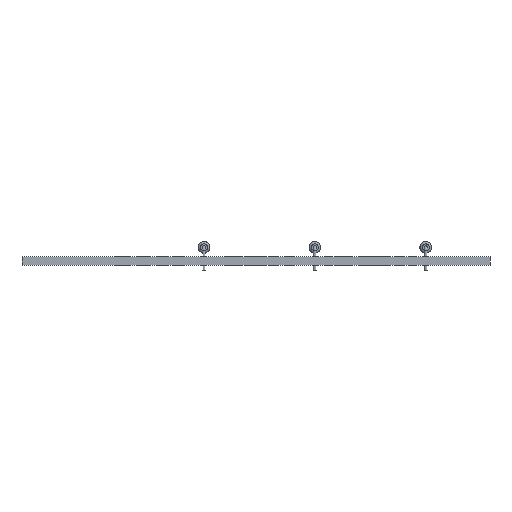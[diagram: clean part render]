
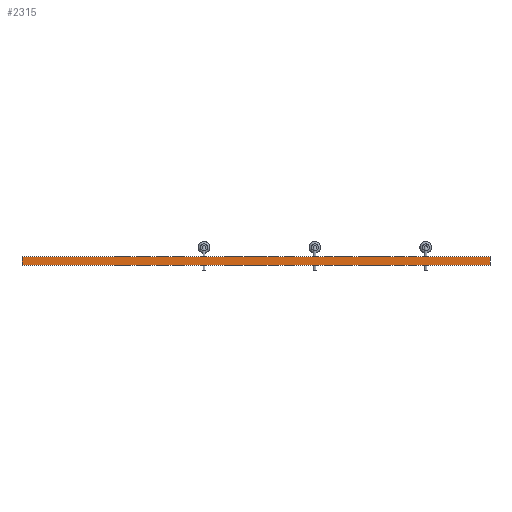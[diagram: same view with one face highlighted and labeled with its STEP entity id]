
A CAD part, front view. The second image highlights one B-rep face of the part: STEP entity #2315.
In plain terms, the highlighted planar face has unit normal (0, -1, 0).
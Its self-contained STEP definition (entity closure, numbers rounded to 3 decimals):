
#537=FACE_OUTER_BOUND('',#649,.T.);
#649=EDGE_LOOP('',(#1679,#1680,#1681,#1682));
#931=LINE('',#3531,#1047);
#932=LINE('',#3533,#1048);
#933=LINE('',#3535,#1049);
#934=LINE('',#3536,#1050);
#1047=VECTOR('',#2778,1.);
#1048=VECTOR('',#2779,1.);
#1049=VECTOR('',#2780,1.);
#1050=VECTOR('',#2781,1.);
#1163=VERTEX_POINT('',#3529);
#1164=VERTEX_POINT('',#3530);
#1165=VERTEX_POINT('',#3532);
#1166=VERTEX_POINT('',#3534);
#1369=EDGE_CURVE('',#1163,#1164,#931,.T.);
#1370=EDGE_CURVE('',#1164,#1165,#932,.T.);
#1371=EDGE_CURVE('',#1166,#1165,#933,.T.);
#1372=EDGE_CURVE('',#1163,#1166,#934,.T.);
#1679=ORIENTED_EDGE('',*,*,#1369,.T.);
#1680=ORIENTED_EDGE('',*,*,#1370,.T.);
#1681=ORIENTED_EDGE('',*,*,#1371,.F.);
#1682=ORIENTED_EDGE('',*,*,#1372,.F.);
#2299=PLANE('',#2455);
#2315=ADVANCED_FACE('',(#537),#2299,.T.);
#2455=AXIS2_PLACEMENT_3D('',#3528,#2776,#2777);
#2776=DIRECTION('center_axis',(0.,-1.,0.));
#2777=DIRECTION('ref_axis',(-1.,0.,0.));
#2778=DIRECTION('',(0.,0.,1.));
#2779=DIRECTION('',(-1.,0.,0.));
#2780=DIRECTION('',(0.,0.,1.));
#2781=DIRECTION('',(-1.,0.,0.));
#3528=CARTESIAN_POINT('Origin',(180.1,-119.5,0.));
#3529=CARTESIAN_POINT('',(180.1,-119.5,0.));
#3530=CARTESIAN_POINT('',(180.1,-119.5,1.51));
#3531=CARTESIAN_POINT('',(180.1,-119.5,0.));
#3532=CARTESIAN_POINT('',(99.7,-119.5,1.51));
#3533=CARTESIAN_POINT('',(180.1,-119.5,1.51));
#3534=CARTESIAN_POINT('',(99.7,-119.5,0.));
#3535=CARTESIAN_POINT('',(99.7,-119.5,0.));
#3536=CARTESIAN_POINT('',(180.1,-119.5,0.));
